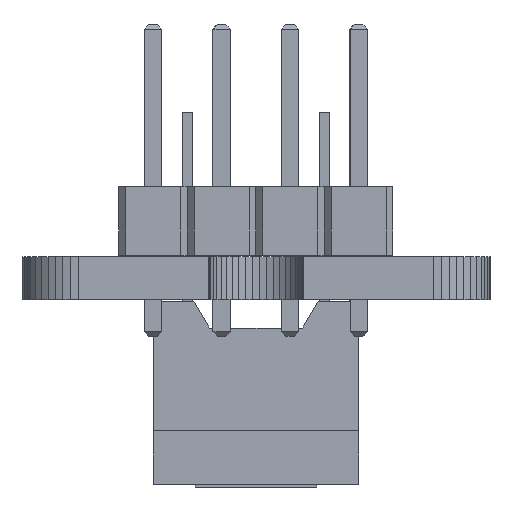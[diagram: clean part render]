
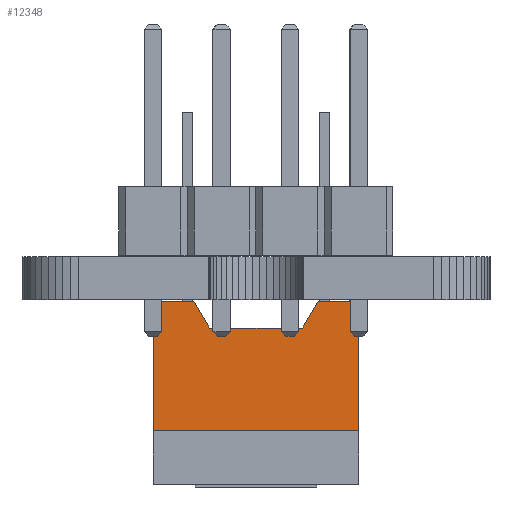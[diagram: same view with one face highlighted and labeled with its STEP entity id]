
A CAD part, left-side view. The second image highlights one B-rep face of the part: STEP entity #12348.
In plain terms, the highlighted face is planar.
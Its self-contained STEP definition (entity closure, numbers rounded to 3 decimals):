
#10854 = PLANE('',#10855);
#10855 = AXIS2_PLACEMENT_3D('',#10856,#10857,#10858);
#10856 = CARTESIAN_POINT('',(-6.34,-3.3,6.8));
#10857 = DIRECTION('',(-1.,0.,0.));
#10858 = DIRECTION('',(0.,1.,0.));
#11017 = PLANE('',#11018);
#11018 = AXIS2_PLACEMENT_3D('',#11019,#11020,#11021);
#11019 = CARTESIAN_POINT('',(-2.54,12.7,4.8));
#11020 = DIRECTION('',(0.,0.,-1.));
#11021 = DIRECTION('',(-1.,0.,0.));
#11045 = PLANE('',#11046);
#11046 = AXIS2_PLACEMENT_3D('',#11047,#11048,#11049);
#11047 = CARTESIAN_POINT('',(1.26,28.7,6.8));
#11048 = DIRECTION('',(1.,0.,0.));
#11049 = DIRECTION('',(0.,-1.,0.));
#11082 = VERTEX_POINT('',#11083);
#11083 = CARTESIAN_POINT('',(1.26,28.7,4.8));
#11106 = VERTEX_POINT('',#11107);
#11107 = CARTESIAN_POINT('',(-6.34,28.7,4.8));
#11128 = EDGE_CURVE('',#11106,#11082,#11129,.T.);
#11129 = SURFACE_CURVE('',#11130,(#11134,#11141),.PCURVE_S1.);
#11130 = LINE('',#11131,#11132);
#11131 = CARTESIAN_POINT('',(-4.44,28.7,4.8));
#11132 = VECTOR('',#11133,1.);
#11133 = DIRECTION('',(1.,0.,0.));
#11134 = PCURVE('',#11017,#11135);
#11135 = DEFINITIONAL_REPRESENTATION('',(#11136),#11140);
#11136 = LINE('',#11137,#11138);
#11137 = CARTESIAN_POINT('',(1.9,16.));
#11138 = VECTOR('',#11139,1.);
#11139 = DIRECTION('',(-1.,0.));
#11140 = ( GEOMETRIC_REPRESENTATION_CONTEXT(2) 
PARAMETRIC_REPRESENTATION_CONTEXT() REPRESENTATION_CONTEXT('2D SPACE',''
  ) );
#11141 = PCURVE('',#11142,#11147);
#11142 = PLANE('',#11143);
#11143 = AXIS2_PLACEMENT_3D('',#11144,#11145,#11146);
#11144 = CARTESIAN_POINT('',(-6.34,28.7,6.8));
#11145 = DIRECTION('',(0.,1.,0.));
#11146 = DIRECTION('',(1.,0.,0.));
#11147 = DEFINITIONAL_REPRESENTATION('',(#11148),#11152);
#11148 = LINE('',#11149,#11150);
#11149 = CARTESIAN_POINT('',(1.9,2.));
#11150 = VECTOR('',#11151,1.);
#11151 = DIRECTION('',(1.,0.));
#11152 = ( GEOMETRIC_REPRESENTATION_CONTEXT(2) 
PARAMETRIC_REPRESENTATION_CONTEXT() REPRESENTATION_CONTEXT('2D SPACE',''
  ) );
#11348 = PLANE('',#11349);
#11349 = AXIS2_PLACEMENT_3D('',#11350,#11351,#11352);
#11350 = CARTESIAN_POINT('',(-0.817,28.7,1.));
#11351 = DIRECTION('',(0.,0.,1.));
#11352 = DIRECTION('',(-1.,0.,0.));
#11389 = VERTEX_POINT('',#11390);
#11390 = CARTESIAN_POINT('',(1.26,28.7,0.));
#11404 = PLANE('',#11405);
#11405 = AXIS2_PLACEMENT_3D('',#11406,#11407,#11408);
#11406 = CARTESIAN_POINT('',(-2.54,12.7,0.));
#11407 = DIRECTION('',(0.,0.,-1.));
#11408 = DIRECTION('',(-1.,0.,0.));
#11416 = EDGE_CURVE('',#11082,#11389,#11417,.T.);
#11417 = SURFACE_CURVE('',#11418,(#11422,#11429),.PCURVE_S1.);
#11418 = LINE('',#11419,#11420);
#11419 = CARTESIAN_POINT('',(1.26,28.7,6.8));
#11420 = VECTOR('',#11421,1.);
#11421 = DIRECTION('',(0.,0.,-1.));
#11422 = PCURVE('',#11045,#11423);
#11423 = DEFINITIONAL_REPRESENTATION('',(#11424),#11428);
#11424 = LINE('',#11425,#11426);
#11425 = CARTESIAN_POINT('',(0.,0.));
#11426 = VECTOR('',#11427,1.);
#11427 = DIRECTION('',(0.,1.));
#11428 = ( GEOMETRIC_REPRESENTATION_CONTEXT(2) 
PARAMETRIC_REPRESENTATION_CONTEXT() REPRESENTATION_CONTEXT('2D SPACE',''
  ) );
#11429 = PCURVE('',#11142,#11430);
#11430 = DEFINITIONAL_REPRESENTATION('',(#11431),#11435);
#11431 = LINE('',#11432,#11433);
#11432 = CARTESIAN_POINT('',(7.6,0.));
#11433 = VECTOR('',#11434,1.);
#11434 = DIRECTION('',(0.,1.));
#11435 = ( GEOMETRIC_REPRESENTATION_CONTEXT(2) 
PARAMETRIC_REPRESENTATION_CONTEXT() REPRESENTATION_CONTEXT('2D SPACE',''
  ) );
#11715 = PLANE('',#11716);
#11716 = AXIS2_PLACEMENT_3D('',#11717,#11718,#11719);
#11717 = CARTESIAN_POINT('',(-0.24,28.7,0.));
#11718 = DIRECTION('',(0.866,0.,0.5));
#11719 = DIRECTION('',(-0.5,0.,0.866));
#11776 = PLANE('',#11777);
#11777 = AXIS2_PLACEMENT_3D('',#11778,#11779,#11780);
#11778 = CARTESIAN_POINT('',(-4.263,28.7,1.));
#11779 = DIRECTION('',(-0.866,0.,0.5));
#11780 = DIRECTION('',(-0.5,0.,-0.866));
#11804 = PLANE('',#11805);
#11805 = AXIS2_PLACEMENT_3D('',#11806,#11807,#11808);
#11806 = CARTESIAN_POINT('',(-2.54,12.7,0.));
#11807 = DIRECTION('',(0.,0.,-1.));
#11808 = DIRECTION('',(-1.,0.,0.));
#11842 = VERTEX_POINT('',#11843);
#11843 = CARTESIAN_POINT('',(-0.24,28.7,0.));
#11864 = EDGE_CURVE('',#11842,#11389,#11865,.T.);
#11865 = SURFACE_CURVE('',#11866,(#11870,#11877),.PCURVE_S1.);
#11866 = LINE('',#11867,#11868);
#11867 = CARTESIAN_POINT('',(1.26,28.7,0.));
#11868 = VECTOR('',#11869,1.);
#11869 = DIRECTION('',(1.,0.,0.));
#11870 = PCURVE('',#11404,#11871);
#11871 = DEFINITIONAL_REPRESENTATION('',(#11872),#11876);
#11872 = LINE('',#11873,#11874);
#11873 = CARTESIAN_POINT('',(-3.8,16.));
#11874 = VECTOR('',#11875,1.);
#11875 = DIRECTION('',(-1.,0.));
#11876 = ( GEOMETRIC_REPRESENTATION_CONTEXT(2) 
PARAMETRIC_REPRESENTATION_CONTEXT() REPRESENTATION_CONTEXT('2D SPACE',''
  ) );
#11877 = PCURVE('',#11142,#11878);
#11878 = DEFINITIONAL_REPRESENTATION('',(#11879),#11883);
#11879 = LINE('',#11880,#11881);
#11880 = CARTESIAN_POINT('',(7.6,6.8));
#11881 = VECTOR('',#11882,1.);
#11882 = DIRECTION('',(1.,0.));
#11883 = ( GEOMETRIC_REPRESENTATION_CONTEXT(2) 
PARAMETRIC_REPRESENTATION_CONTEXT() REPRESENTATION_CONTEXT('2D SPACE',''
  ) );
#11890 = EDGE_CURVE('',#11842,#11891,#11893,.T.);
#11891 = VERTEX_POINT('',#11892);
#11892 = CARTESIAN_POINT('',(-0.817,28.7,1.));
#11893 = SURFACE_CURVE('',#11894,(#11898,#11905),.PCURVE_S1.);
#11894 = LINE('',#11895,#11896);
#11895 = CARTESIAN_POINT('',(-2.475,28.7,3.871));
#11896 = VECTOR('',#11897,1.);
#11897 = DIRECTION('',(-0.5,0.,0.866));
#11898 = PCURVE('',#11715,#11899);
#11899 = DEFINITIONAL_REPRESENTATION('',(#11900),#11904);
#11900 = LINE('',#11901,#11902);
#11901 = CARTESIAN_POINT('',(4.469,0.));
#11902 = VECTOR('',#11903,1.);
#11903 = DIRECTION('',(1.,0.));
#11904 = ( GEOMETRIC_REPRESENTATION_CONTEXT(2) 
PARAMETRIC_REPRESENTATION_CONTEXT() REPRESENTATION_CONTEXT('2D SPACE',''
  ) );
#11905 = PCURVE('',#11142,#11906);
#11906 = DEFINITIONAL_REPRESENTATION('',(#11907),#11911);
#11907 = LINE('',#11908,#11909);
#11908 = CARTESIAN_POINT('',(3.865,2.929));
#11909 = VECTOR('',#11910,1.);
#11910 = DIRECTION('',(-0.5,-0.866));
#11911 = ( GEOMETRIC_REPRESENTATION_CONTEXT(2) 
PARAMETRIC_REPRESENTATION_CONTEXT() REPRESENTATION_CONTEXT('2D SPACE',''
  ) );
#11940 = VERTEX_POINT('',#11941);
#11941 = CARTESIAN_POINT('',(-6.34,28.7,0.));
#11962 = EDGE_CURVE('',#11940,#11963,#11965,.T.);
#11963 = VERTEX_POINT('',#11964);
#11964 = CARTESIAN_POINT('',(-4.84,28.7,0.));
#11965 = SURFACE_CURVE('',#11966,(#11970,#11977),.PCURVE_S1.);
#11966 = LINE('',#11967,#11968);
#11967 = CARTESIAN_POINT('',(1.26,28.7,0.));
#11968 = VECTOR('',#11969,1.);
#11969 = DIRECTION('',(1.,0.,0.));
#11970 = PCURVE('',#11804,#11971);
#11971 = DEFINITIONAL_REPRESENTATION('',(#11972),#11976);
#11972 = LINE('',#11973,#11974);
#11973 = CARTESIAN_POINT('',(-3.8,16.));
#11974 = VECTOR('',#11975,1.);
#11975 = DIRECTION('',(-1.,0.));
#11976 = ( GEOMETRIC_REPRESENTATION_CONTEXT(2) 
PARAMETRIC_REPRESENTATION_CONTEXT() REPRESENTATION_CONTEXT('2D SPACE',''
  ) );
#11977 = PCURVE('',#11142,#11978);
#11978 = DEFINITIONAL_REPRESENTATION('',(#11979),#11983);
#11979 = LINE('',#11980,#11981);
#11980 = CARTESIAN_POINT('',(7.6,6.8));
#11981 = VECTOR('',#11982,1.);
#11982 = DIRECTION('',(1.,0.));
#11983 = ( GEOMETRIC_REPRESENTATION_CONTEXT(2) 
PARAMETRIC_REPRESENTATION_CONTEXT() REPRESENTATION_CONTEXT('2D SPACE',''
  ) );
#12081 = VERTEX_POINT('',#12082);
#12082 = CARTESIAN_POINT('',(-4.263,28.7,1.));
#12103 = EDGE_CURVE('',#12081,#11963,#12104,.T.);
#12104 = SURFACE_CURVE('',#12105,(#12109,#12116),.PCURVE_S1.);
#12105 = LINE('',#12106,#12107);
#12106 = CARTESIAN_POINT('',(-3.267,28.7,2.725));
#12107 = VECTOR('',#12108,1.);
#12108 = DIRECTION('',(-0.5,0.,-0.866));
#12109 = PCURVE('',#11776,#12110);
#12110 = DEFINITIONAL_REPRESENTATION('',(#12111),#12115);
#12111 = LINE('',#12112,#12113);
#12112 = CARTESIAN_POINT('',(-1.992,0.));
#12113 = VECTOR('',#12114,1.);
#12114 = DIRECTION('',(1.,0.));
#12115 = ( GEOMETRIC_REPRESENTATION_CONTEXT(2) 
PARAMETRIC_REPRESENTATION_CONTEXT() REPRESENTATION_CONTEXT('2D SPACE',''
  ) );
#12116 = PCURVE('',#11142,#12117);
#12117 = DEFINITIONAL_REPRESENTATION('',(#12118),#12122);
#12118 = LINE('',#12119,#12120);
#12119 = CARTESIAN_POINT('',(3.073,4.075));
#12120 = VECTOR('',#12121,1.);
#12121 = DIRECTION('',(-0.5,0.866));
#12122 = ( GEOMETRIC_REPRESENTATION_CONTEXT(2) 
PARAMETRIC_REPRESENTATION_CONTEXT() REPRESENTATION_CONTEXT('2D SPACE',''
  ) );
#12296 = EDGE_CURVE('',#11891,#12081,#12297,.T.);
#12297 = SURFACE_CURVE('',#12298,(#12302,#12309),.PCURVE_S1.);
#12298 = LINE('',#12299,#12300);
#12299 = CARTESIAN_POINT('',(-3.579,28.7,1.));
#12300 = VECTOR('',#12301,1.);
#12301 = DIRECTION('',(-1.,0.,0.));
#12302 = PCURVE('',#11348,#12303);
#12303 = DEFINITIONAL_REPRESENTATION('',(#12304),#12308);
#12304 = LINE('',#12305,#12306);
#12305 = CARTESIAN_POINT('',(2.761,0.));
#12306 = VECTOR('',#12307,1.);
#12307 = DIRECTION('',(1.,0.));
#12308 = ( GEOMETRIC_REPRESENTATION_CONTEXT(2) 
PARAMETRIC_REPRESENTATION_CONTEXT() REPRESENTATION_CONTEXT('2D SPACE',''
  ) );
#12309 = PCURVE('',#11142,#12310);
#12310 = DEFINITIONAL_REPRESENTATION('',(#12311),#12315);
#12311 = LINE('',#12312,#12313);
#12312 = CARTESIAN_POINT('',(2.761,5.8));
#12313 = VECTOR('',#12314,1.);
#12314 = DIRECTION('',(-1.,0.));
#12315 = ( GEOMETRIC_REPRESENTATION_CONTEXT(2) 
PARAMETRIC_REPRESENTATION_CONTEXT() REPRESENTATION_CONTEXT('2D SPACE',''
  ) );
#12348 = ADVANCED_FACE('',(#12349),#11142,.T.);
#12349 = FACE_BOUND('',#12350,.T.);
#12350 = EDGE_LOOP('',(#12351,#12352,#12353,#12354,#12355,#12356,#12357,
    #12358));
#12351 = ORIENTED_EDGE('',*,*,#11128,.T.);
#12352 = ORIENTED_EDGE('',*,*,#11416,.T.);
#12353 = ORIENTED_EDGE('',*,*,#11864,.F.);
#12354 = ORIENTED_EDGE('',*,*,#11890,.T.);
#12355 = ORIENTED_EDGE('',*,*,#12296,.T.);
#12356 = ORIENTED_EDGE('',*,*,#12103,.T.);
#12357 = ORIENTED_EDGE('',*,*,#11962,.F.);
#12358 = ORIENTED_EDGE('',*,*,#12359,.F.);
#12359 = EDGE_CURVE('',#11106,#11940,#12360,.T.);
#12360 = SURFACE_CURVE('',#12361,(#12365,#12372),.PCURVE_S1.);
#12361 = LINE('',#12362,#12363);
#12362 = CARTESIAN_POINT('',(-6.34,28.7,6.8));
#12363 = VECTOR('',#12364,1.);
#12364 = DIRECTION('',(0.,0.,-1.));
#12365 = PCURVE('',#11142,#12366);
#12366 = DEFINITIONAL_REPRESENTATION('',(#12367),#12371);
#12367 = LINE('',#12368,#12369);
#12368 = CARTESIAN_POINT('',(0.,0.));
#12369 = VECTOR('',#12370,1.);
#12370 = DIRECTION('',(0.,1.));
#12371 = ( GEOMETRIC_REPRESENTATION_CONTEXT(2) 
PARAMETRIC_REPRESENTATION_CONTEXT() REPRESENTATION_CONTEXT('2D SPACE',''
  ) );
#12372 = PCURVE('',#10854,#12373);
#12373 = DEFINITIONAL_REPRESENTATION('',(#12374),#12378);
#12374 = LINE('',#12375,#12376);
#12375 = CARTESIAN_POINT('',(32.,0.));
#12376 = VECTOR('',#12377,1.);
#12377 = DIRECTION('',(0.,1.));
#12378 = ( GEOMETRIC_REPRESENTATION_CONTEXT(2) 
PARAMETRIC_REPRESENTATION_CONTEXT() REPRESENTATION_CONTEXT('2D SPACE',''
  ) );
